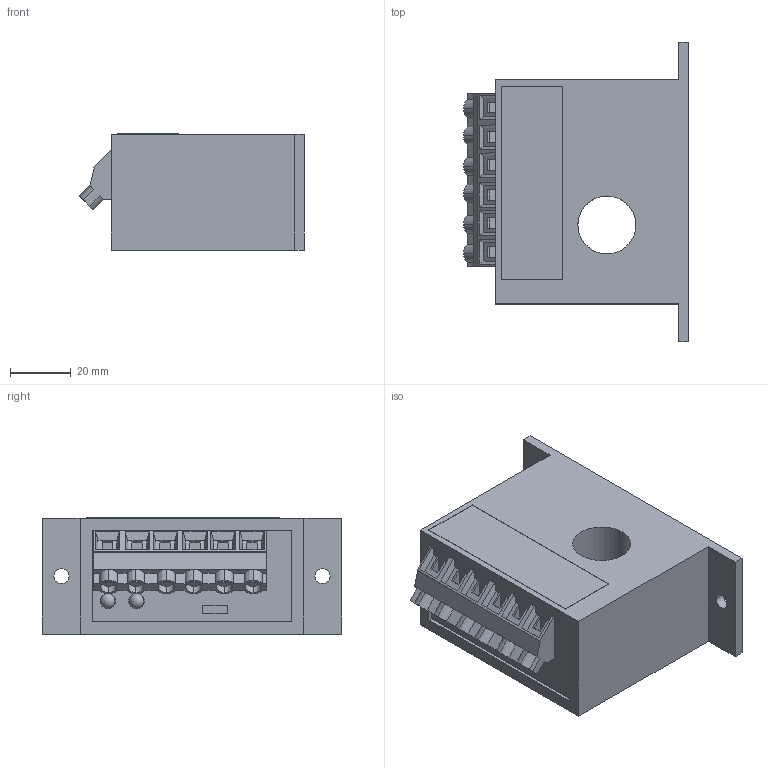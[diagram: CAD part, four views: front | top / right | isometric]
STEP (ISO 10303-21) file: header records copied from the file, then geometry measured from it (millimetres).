
FILE_DESCRIPTION (( 'STEP AP214' ), '1' );
FILE_NAME ('GFS30-M1A-120A-F.STEP', '2020-05-11T11:42:08', ( '' ), ( '' ), 'SwSTEP 2.0', 'SolidWorks 2019', '' );
FILE_SCHEMA (( 'AUTOMOTIVE_DESIGN' ));
Length unit declared in the file: inch
Products named in the file (1): GFS30-M1A-120A-F
Bounding box: 73.85 x 98.42 x 38.2 mm (x, y, z)
Volume: 173115.2 mm3; surface area: 35151 mm2
Topology: 19 solids, 19 shells, 312 faces, 775 edges, 513 vertices
Faces by surface type: plane 252, cylinder 56, sphere 4
Entity records: 13431 total; most frequent: CARTESIAN_POINT 1585, DIRECTION 1531, ORIENTED_EDGE 1530, EDGE_CURVE 765, VECTOR 625, LINE 625, VERTEX_POINT 507, AXIS2_PLACEMENT_3D 453
